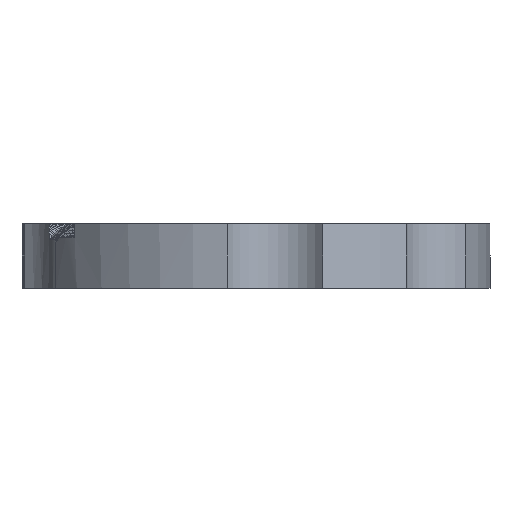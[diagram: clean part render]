
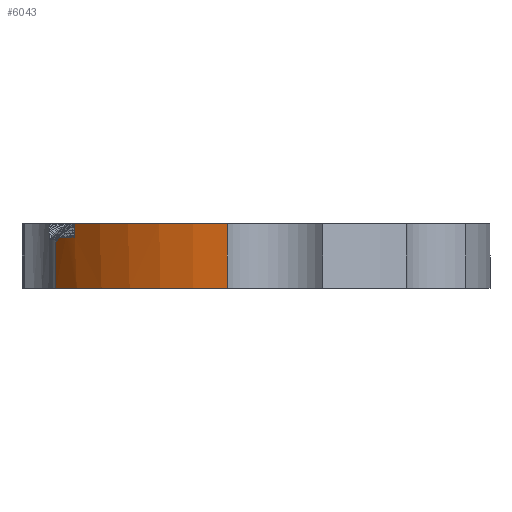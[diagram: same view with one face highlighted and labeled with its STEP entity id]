
A CAD part, left-side view. The second image highlights one B-rep face of the part: STEP entity #6043.
In plain terms, the highlighted cylindrical face has radius 14.933 mm (diameter 29.865 mm), a partial arc.
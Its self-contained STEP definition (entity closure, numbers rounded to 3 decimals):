
#15=ELLIPSE('',#6527,23.082,14.933);
#16=ELLIPSE('',#6528,23.405,14.933);
#17=ELLIPSE('',#6529,23.377,14.933);
#18=ELLIPSE('',#6530,23.378,14.933);
#19=ELLIPSE('',#6531,23.378,14.933);
#20=ELLIPSE('',#6532,23.378,14.933);
#21=ELLIPSE('',#6533,23.374,14.933);
#22=ELLIPSE('',#6534,22.588,14.933);
#23=ELLIPSE('',#6535,22.436,14.933);
#24=ELLIPSE('',#6536,23.386,14.933);
#25=ELLIPSE('',#6537,23.803,14.933);
#26=ELLIPSE('',#6538,25.324,14.933);
#27=ELLIPSE('',#6539,26.439,14.933);
#28=ELLIPSE('',#6540,26.429,14.933);
#67=CYLINDRICAL_SURFACE('',#6525,14.933);
#92=LINE('',#8975,#874);
#93=LINE('',#8979,#875);
#94=LINE('',#9008,#876);
#874=VECTOR('',#7098,10.);
#875=VECTOR('',#7101,10.);
#876=VECTOR('',#7130,10.);
#1650=FACE_OUTER_BOUND('',#2119,.T.);
#2119=EDGE_LOOP('',(#3890,#3891,#3892,#3893,#3894,#3895,#3896,#3897,#3898,
#3899,#3900,#3901,#3902,#3903,#3904,#3905,#3906,#3907,#3908));
#2592=CIRCLE('',#6516,14.933);
#2599=CIRCLE('',#6526,14.933);
#2617=VERTEX_POINT('',#8940);
#2618=VERTEX_POINT('',#8942);
#2631=VERTEX_POINT('',#8974);
#2632=VERTEX_POINT('',#8976);
#2633=VERTEX_POINT('',#8978);
#2634=VERTEX_POINT('',#8980);
#2635=VERTEX_POINT('',#8982);
#2636=VERTEX_POINT('',#8984);
#2637=VERTEX_POINT('',#8986);
#2638=VERTEX_POINT('',#8988);
#2639=VERTEX_POINT('',#8990);
#2640=VERTEX_POINT('',#8992);
#2641=VERTEX_POINT('',#8994);
#2642=VERTEX_POINT('',#8996);
#2643=VERTEX_POINT('',#8998);
#2644=VERTEX_POINT('',#9000);
#2645=VERTEX_POINT('',#9002);
#2646=VERTEX_POINT('',#9004);
#2647=VERTEX_POINT('',#9006);
#3012=EDGE_CURVE('',#2618,#2617,#2592,.T.);
#3028=EDGE_CURVE('',#2617,#2631,#92,.F.);
#3029=EDGE_CURVE('',#2632,#2631,#2599,.F.);
#3030=EDGE_CURVE('',#2632,#2633,#93,.T.);
#3031=EDGE_CURVE('',#2633,#2634,#15,.T.);
#3032=EDGE_CURVE('',#2634,#2635,#16,.T.);
#3033=EDGE_CURVE('',#2635,#2636,#17,.T.);
#3034=EDGE_CURVE('',#2636,#2637,#18,.T.);
#3035=EDGE_CURVE('',#2637,#2638,#19,.T.);
#3036=EDGE_CURVE('',#2638,#2639,#20,.T.);
#3037=EDGE_CURVE('',#2639,#2640,#21,.T.);
#3038=EDGE_CURVE('',#2640,#2641,#22,.T.);
#3039=EDGE_CURVE('',#2641,#2642,#23,.T.);
#3040=EDGE_CURVE('',#2642,#2643,#24,.T.);
#3041=EDGE_CURVE('',#2643,#2644,#25,.T.);
#3042=EDGE_CURVE('',#2644,#2645,#26,.T.);
#3043=EDGE_CURVE('',#2645,#2646,#27,.T.);
#3044=EDGE_CURVE('',#2646,#2647,#28,.T.);
#3045=EDGE_CURVE('',#2618,#2647,#94,.F.);
#3890=ORIENTED_EDGE('',*,*,#3012,.T.);
#3891=ORIENTED_EDGE('',*,*,#3028,.T.);
#3892=ORIENTED_EDGE('',*,*,#3029,.F.);
#3893=ORIENTED_EDGE('',*,*,#3030,.T.);
#3894=ORIENTED_EDGE('',*,*,#3031,.T.);
#3895=ORIENTED_EDGE('',*,*,#3032,.T.);
#3896=ORIENTED_EDGE('',*,*,#3033,.T.);
#3897=ORIENTED_EDGE('',*,*,#3034,.T.);
#3898=ORIENTED_EDGE('',*,*,#3035,.T.);
#3899=ORIENTED_EDGE('',*,*,#3036,.T.);
#3900=ORIENTED_EDGE('',*,*,#3037,.T.);
#3901=ORIENTED_EDGE('',*,*,#3038,.T.);
#3902=ORIENTED_EDGE('',*,*,#3039,.T.);
#3903=ORIENTED_EDGE('',*,*,#3040,.T.);
#3904=ORIENTED_EDGE('',*,*,#3041,.T.);
#3905=ORIENTED_EDGE('',*,*,#3042,.T.);
#3906=ORIENTED_EDGE('',*,*,#3043,.T.);
#3907=ORIENTED_EDGE('',*,*,#3044,.T.);
#3908=ORIENTED_EDGE('',*,*,#3045,.F.);
#6043=ADVANCED_FACE('',(#1650),#67,.T.);
#6516=AXIS2_PLACEMENT_3D('',#8943,#7069,#7070);
#6525=AXIS2_PLACEMENT_3D('',#8973,#7096,#7097);
#6526=AXIS2_PLACEMENT_3D('',#8977,#7099,#7100);
#6527=AXIS2_PLACEMENT_3D('',#8981,#7102,#7103);
#6528=AXIS2_PLACEMENT_3D('',#8983,#7104,#7105);
#6529=AXIS2_PLACEMENT_3D('',#8985,#7106,#7107);
#6530=AXIS2_PLACEMENT_3D('',#8987,#7108,#7109);
#6531=AXIS2_PLACEMENT_3D('',#8989,#7110,#7111);
#6532=AXIS2_PLACEMENT_3D('',#8991,#7112,#7113);
#6533=AXIS2_PLACEMENT_3D('',#8993,#7114,#7115);
#6534=AXIS2_PLACEMENT_3D('',#8995,#7116,#7117);
#6535=AXIS2_PLACEMENT_3D('',#8997,#7118,#7119);
#6536=AXIS2_PLACEMENT_3D('',#8999,#7120,#7121);
#6537=AXIS2_PLACEMENT_3D('',#9001,#7122,#7123);
#6538=AXIS2_PLACEMENT_3D('',#9003,#7124,#7125);
#6539=AXIS2_PLACEMENT_3D('',#9005,#7126,#7127);
#6540=AXIS2_PLACEMENT_3D('',#9007,#7128,#7129);
#7069=DIRECTION('center_axis',(0.,0.,
1.));
#7070=DIRECTION('ref_axis',(1.,0.,0.));
#7096=DIRECTION('center_axis',(0.,0.,1.));
#7097=DIRECTION('ref_axis',(1.,0.,0.));
#7098=DIRECTION('',(0.,0.,-1.));
#7099=DIRECTION('center_axis',(0.,0.,
-1.));
#7100=DIRECTION('ref_axis',(1.,0.,0.));
#7101=DIRECTION('',(0.,0.,-1.));
#7102=DIRECTION('center_axis',(0.479,-0.593,-0.647));
#7103=DIRECTION('ref_axis',(0.406,-0.503,0.763));
#7104=DIRECTION('center_axis',(0.457,-0.62,-0.638));
#7105=DIRECTION('ref_axis',(0.379,-0.513,0.77));
#7106=DIRECTION('center_axis',(0.485,-0.597,-0.639));
#7107=DIRECTION('ref_axis',(0.403,-0.496,0.769));
#7108=DIRECTION('center_axis',(0.485,-0.597,-0.639));
#7109=DIRECTION('ref_axis',(0.403,-0.496,0.769));
#7110=DIRECTION('center_axis',(0.46,-0.617,-0.639));
#7111=DIRECTION('ref_axis',(0.381,-0.512,0.769));
#7112=DIRECTION('center_axis',(0.46,-0.617,-0.639));
#7113=DIRECTION('ref_axis',(0.381,-0.512,0.769));
#7114=DIRECTION('center_axis',(0.447,-0.626,-0.639));
#7115=DIRECTION('ref_axis',(0.371,-0.52,0.769));
#7116=DIRECTION('center_axis',(0.427,-0.617,-0.661));
#7117=DIRECTION('ref_axis',(0.377,-0.543,0.75));
#7118=DIRECTION('center_axis',(-0.097,-0.74,-0.666));
#7119=DIRECTION('ref_axis',(0.087,0.66,-0.746));
#7120=DIRECTION('center_axis',(-0.122,-0.76,-0.639));
#7121=DIRECTION('ref_axis',(0.101,0.63,-0.77));
#7122=DIRECTION('center_axis',(-0.112,-0.771,-0.627));
#7123=DIRECTION('ref_axis',(0.09,0.621,-0.779));
#7124=DIRECTION('center_axis',(-0.113,-0.8,-0.59));
#7125=DIRECTION('ref_axis',(0.083,0.584,-0.808));
#7126=DIRECTION('center_axis',(-0.132,-0.815,-0.565));
#7127=DIRECTION('ref_axis',(0.09,0.558,-0.825));
#7128=DIRECTION('center_axis',(-0.077,-0.821,-0.565));
#7129=DIRECTION('ref_axis',(0.053,0.563,-0.825));
#7130=DIRECTION('',(0.,0.,-1.));
#8940=CARTESIAN_POINT('',(-14.838,-13.25,-9.43));
#8942=CARTESIAN_POINT('',(-8.128,-2.412,-9.43));
#8943=CARTESIAN_POINT('Origin',(-0.001,-14.94,-9.43));
#8973=CARTESIAN_POINT('Origin',(-0.001,-14.94,
-9.63));
#8974=CARTESIAN_POINT('',(-14.838,-13.25,-5.33));
#8975=CARTESIAN_POINT('',(-14.838,-13.25,-9.63));
#8976=CARTESIAN_POINT('',(-9.716,-3.599,-5.33));
#8977=CARTESIAN_POINT('Origin',(-0.001,-14.94,
-5.33));
#8978=CARTESIAN_POINT('',(-9.716,-3.599,-6.192));
#8979=CARTESIAN_POINT('',(-9.716,-3.599,-5.8));
#8980=CARTESIAN_POINT('',(-9.702,-3.588,-6.193));
#8981=CARTESIAN_POINT('Origin',(-0.001,-14.94,
11.401));
#8982=CARTESIAN_POINT('',(-9.684,-3.572,-6.195));
#8983=CARTESIAN_POINT('Origin',(-0.001,-14.94,
11.784));
#8984=CARTESIAN_POINT('',(-9.344,-3.292,-6.199));
#8985=CARTESIAN_POINT('Origin',(-0.001,-14.94,
11.787));
#8986=CARTESIAN_POINT('',(-9.196,-3.174,-6.196));
#8987=CARTESIAN_POINT('Origin',(-0.001,-14.94,
11.787));
#8988=CARTESIAN_POINT('',(-8.851,-2.913,-6.201));
#8989=CARTESIAN_POINT('Origin',(-0.001,-14.94,
11.786));
#8990=CARTESIAN_POINT('',(-8.695,-2.799,-6.198));
#8991=CARTESIAN_POINT('Origin',(-0.001,-14.94,
11.786));
#8992=CARTESIAN_POINT('',(-8.505,-2.666,-6.196));
#8993=CARTESIAN_POINT('Origin',(-0.001,-14.94,
11.785));
#8994=CARTESIAN_POINT('',(-8.424,-2.609,-6.196));
#8995=CARTESIAN_POINT('Origin',(-0.001,-14.94,
10.752));
#8996=CARTESIAN_POINT('',(-8.405,-2.596,-6.213));
#8997=CARTESIAN_POINT('Origin',(-0.001,-14.94,
6.279));
#8998=CARTESIAN_POINT('',(-8.333,-2.548,-6.285));
#8999=CARTESIAN_POINT('Origin',(-0.001,-14.94,
6.868));
#9000=CARTESIAN_POINT('',(-8.267,-2.504,-6.35));
#9001=CARTESIAN_POINT('Origin',(-0.001,-14.94,
7.458));
#9002=CARTESIAN_POINT('',(-8.253,-2.495,-6.366));
#9003=CARTESIAN_POINT('Origin',(-0.001,-14.94,
8.925));
#9004=CARTESIAN_POINT('',(-8.218,-2.472,-6.407));
#9005=CARTESIAN_POINT('Origin',(-0.001,-14.94,
9.657));
#9006=CARTESIAN_POINT('',(-8.128,-2.412,-6.506));
#9007=CARTESIAN_POINT('Origin',(-0.001,-14.94,
10.597));
#9008=CARTESIAN_POINT('',(-8.128,-2.412,-9.63));
